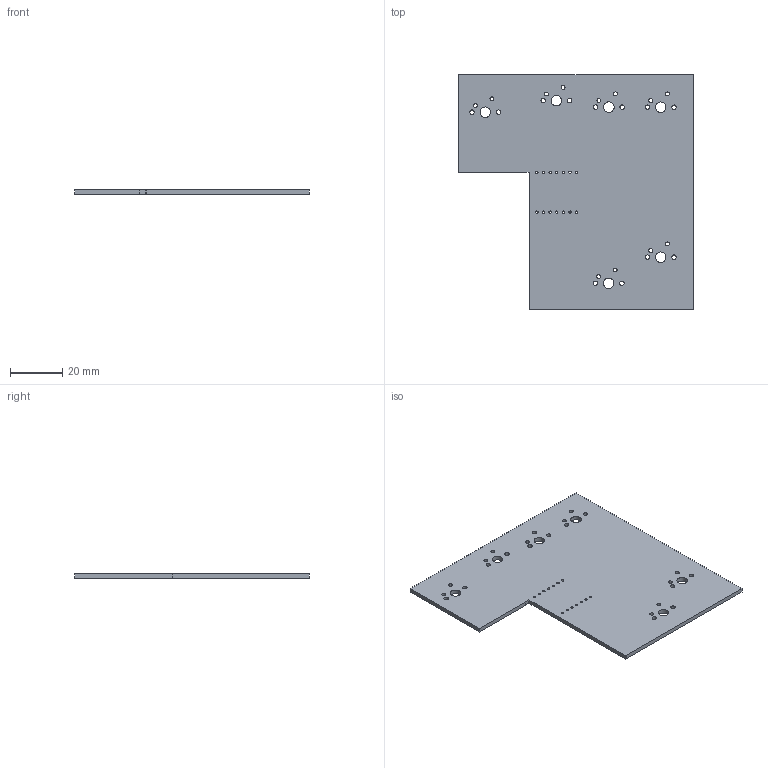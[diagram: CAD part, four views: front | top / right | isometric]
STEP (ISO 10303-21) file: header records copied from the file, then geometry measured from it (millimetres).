
FILE_DESCRIPTION(('KiCad electronic assembly'),'2;1');
FILE_NAME('Macropad.step','2025-02-15T19:09:20',('Pcbnew'),('Kicad'), 'Open CASCADE STEP processor 7.8','KiCad to STEP converter','Unknown' );
FILE_SCHEMA(('AUTOMOTIVE_DESIGN { 1 0 10303 214 1 1 1 1 }'));
Length unit declared in the file: millimetre
Products named in the file (2): Macropad 1; _autosave-Macropad_PCB
Assembly tree (1 placements, depth 2):
  Macropad 1
    _autosave-Macropad_PCB
Bounding box: 90 x 90.03 x 1.6 mm (x, y, z)
Volume: 10477.9 mm3; surface area: 14049.5 mm2
Topology: 1 solids, 1 shells, 54 faces, 156 edges, 104 vertices
Faces by surface type: cylinder 44, plane 10
Full cylindrical faces by diameter (mm): 0.889 x14, 1.5 x12, 1.7 x12, 4 x6
Entity records: 2041 total; most frequent: DIRECTION 356, CARTESIAN_POINT 316, ORIENTED_EDGE 312, EDGE_CURVE 156, AXIS2_PLACEMENT_3D 144, FACE_BOUND 142, EDGE_LOOP 142, VERTEX_POINT 104
